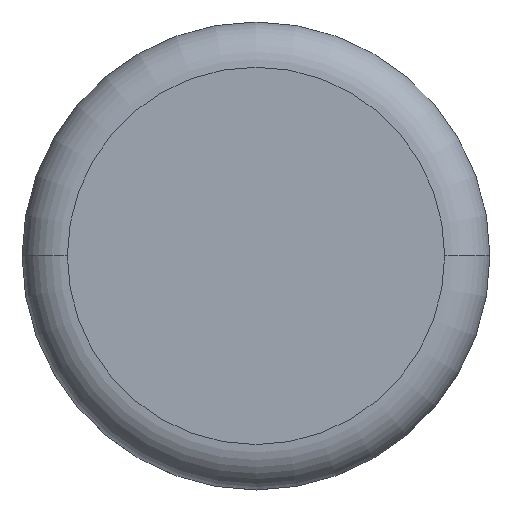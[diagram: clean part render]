
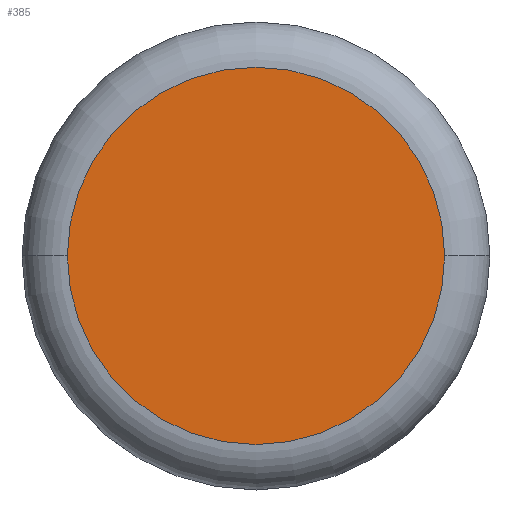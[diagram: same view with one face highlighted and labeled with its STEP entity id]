
A CAD part, top view. The second image highlights one B-rep face of the part: STEP entity #385.
In plain terms, the highlighted planar face has unit normal (0, 0, 1).
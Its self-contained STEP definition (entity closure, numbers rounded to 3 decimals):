
#207=VERTEX_POINT('',#558);
#383=VERTEX_POINT('',#759);
#385=ADVANCED_FACE('',(#761),#762,.T.);
#437=EDGE_CURVE('',#383,#207,#822,.T.);
#501=EDGE_CURVE('',#207,#383,#894,.T.);
#558=CARTESIAN_POINT('',(-12.5,0.,37.0));
#759=CARTESIAN_POINT('',(12.5,0.,37.0));
#761=FACE_OUTER_BOUND('',#1265,.T.);
#762=PLANE('',#1266);
#822=CIRCLE('',#1350,12.5);
#894=CIRCLE('',#1456,12.5);
#1265=EDGE_LOOP('',(#1789,#1790));
#1266=AXIS2_PLACEMENT_3D('',#1791,#1792,#1793);
#1350=AXIS2_PLACEMENT_3D('',#1866,#1867,#1868);
#1456=AXIS2_PLACEMENT_3D('',#1956,#1957,#1958);
#1789=ORIENTED_EDGE('',*,*,#437,.F.);
#1790=ORIENTED_EDGE('',*,*,#501,.F.);
#1791=CARTESIAN_POINT('',(-7.0,0.,37.0));
#1792=DIRECTION('',(0.0,0.0,1.0));
#1793=DIRECTION('',(-1.0,0.,0.0));
#1866=CARTESIAN_POINT('',(0.0,0.,37.0));
#1867=DIRECTION('',(-0.0,0.0,-1.0));
#1868=DIRECTION('',(-1.0,0.0,0.0));
#1956=CARTESIAN_POINT('',(0.0,0.,37.0));
#1957=DIRECTION('',(-0.0,0.0,-1.0));
#1958=DIRECTION('',(-1.0,0.0,0.0));
